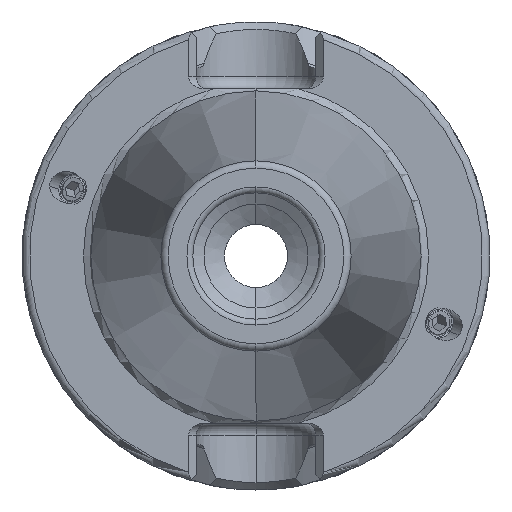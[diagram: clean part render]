
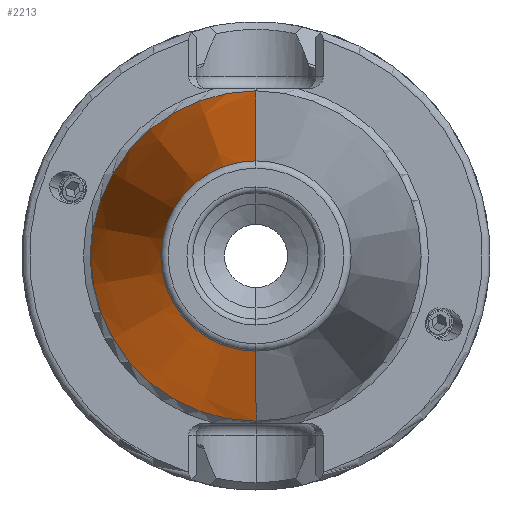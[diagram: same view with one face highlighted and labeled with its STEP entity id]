
A CAD part, left-side view. The second image highlights one B-rep face of the part: STEP entity #2213.
In plain terms, the highlighted conical face has half-angle 8.297 degrees and reference radius 22.225 mm.
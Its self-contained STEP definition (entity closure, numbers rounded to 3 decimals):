
#65 = CARTESIAN_POINT ( 'NONE',  ( 0., 0., -22.225 ) ) ;
#131 = ORIENTED_EDGE ( 'NONE', *, *, #3590, .F. ) ;
#357 = EDGE_LOOP ( 'NONE', ( #2377, #6513, #3335, #131 ) ) ;
#469 = CIRCLE ( 'NONE', #1820, 22.225 ) ;
#773 = CARTESIAN_POINT ( 'NONE',  ( -64.544, 0., 0. ) ) ;
#1015 = DIRECTION ( 'NONE',  ( 0.99, 0., 0.144 ) ) ;
#1298 = VECTOR ( 'NONE', #5688, 1000. ) ;
#1332 = DIRECTION ( 'NONE',  ( 0., 0., 1. ) ) ;
#1477 = LINE ( 'NONE', #6255, #1298 ) ;
#1820 = AXIS2_PLACEMENT_3D ( 'NONE', #2725, #6688, #3303 ) ;
#2004 = CIRCLE ( 'NONE', #6023, 12.812 ) ;
#2029 = CONICAL_SURFACE ( 'NONE', #6336, 22.225, 0.145 ) ;
#2213 = ADVANCED_FACE ( 'NONE', ( #2214 ), #2029, .T. ) ;
#2214 = FACE_OUTER_BOUND ( 'NONE', #357, .T. ) ;
#2314 = VERTEX_POINT ( 'NONE', #3248 ) ;
#2377 = ORIENTED_EDGE ( 'NONE', *, *, #4718, .F. ) ;
#2725 = CARTESIAN_POINT ( 'NONE',  ( 0., 0., 0. ) ) ;
#3248 = CARTESIAN_POINT ( 'NONE',  ( -64.544, 0., 12.812 ) ) ;
#3303 = DIRECTION ( 'NONE',  ( 0., 0., 1. ) ) ;
#3335 = ORIENTED_EDGE ( 'NONE', *, *, #5459, .T. ) ;
#3590 = EDGE_CURVE ( 'NONE', #3812, #6720, #1477, .T. ) ;
#3812 = VERTEX_POINT ( 'NONE', #5414 ) ;
#4343 = EDGE_CURVE ( 'NONE', #2314, #6975, #5108, .T. ) ;
#4718 = EDGE_CURVE ( 'NONE', #2314, #3812, #2004, .T. ) ;
#4726 = DIRECTION ( 'NONE',  ( -1., 0., 0. ) ) ;
#4858 = CARTESIAN_POINT ( 'NONE',  ( 0., 0., 0. ) ) ;
#4923 = CARTESIAN_POINT ( 'NONE',  ( 0., 0., 22.225 ) ) ;
#4931 = VECTOR ( 'NONE', #1015, 1000. ) ;
#4984 = CARTESIAN_POINT ( 'NONE',  ( 0., 0., 22.225 ) ) ;
#5108 = LINE ( 'NONE', #4984, #4931 ) ;
#5407 = DIRECTION ( 'NONE',  ( 0., 0., -1. ) ) ;
#5414 = CARTESIAN_POINT ( 'NONE',  ( -64.544, 0., -12.812 ) ) ;
#5459 = EDGE_CURVE ( 'NONE', #6975, #6720, #469, .T. ) ;
#5688 = DIRECTION ( 'NONE',  ( 0.99, 0., -0.144 ) ) ;
#6023 = AXIS2_PLACEMENT_3D ( 'NONE', #773, #4726, #1332 ) ;
#6255 = CARTESIAN_POINT ( 'NONE',  ( 0., 0., -22.225 ) ) ;
#6336 = AXIS2_PLACEMENT_3D ( 'NONE', #4858, #7104, #5407 ) ;
#6513 = ORIENTED_EDGE ( 'NONE', *, *, #4343, .T. ) ;
#6688 = DIRECTION ( 'NONE',  ( -1., 0., 0. ) ) ;
#6720 = VERTEX_POINT ( 'NONE', #65 ) ;
#6975 = VERTEX_POINT ( 'NONE', #4923 ) ;
#7104 = DIRECTION ( 'NONE',  ( 1., 0., 0. ) ) ;
